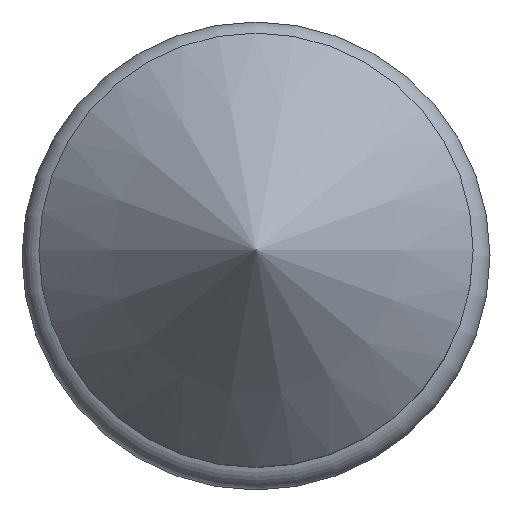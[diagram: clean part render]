
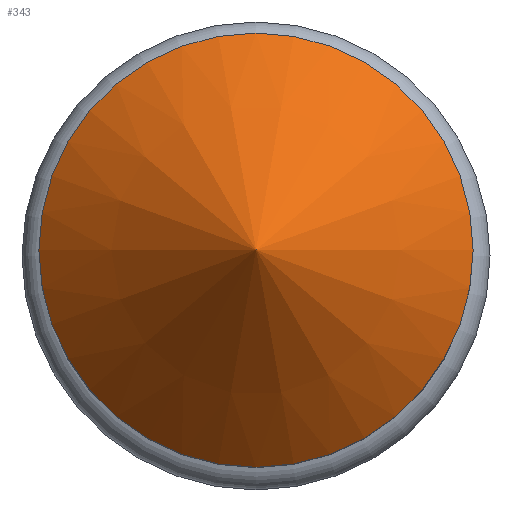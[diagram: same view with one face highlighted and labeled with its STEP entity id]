
A CAD part, top view. The second image highlights one B-rep face of the part: STEP entity #343.
In plain terms, the highlighted conical face has half-angle 45 degrees and reference radius 0.45 mm.
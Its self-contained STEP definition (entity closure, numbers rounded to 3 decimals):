
#50=CONICAL_SURFACE('',#440,0.45,0.785);
#79=FACE_OUTER_BOUND('',#101,.T.);
#101=EDGE_LOOP('',(#312,#313,#314,#315));
#112=LINE('',#685,#122);
#122=VECTOR('',#573,0.45);
#154=CIRCLE('',#438,0.45);
#155=CIRCLE('',#439,0.45);
#186=VERTEX_POINT('',#678);
#187=VERTEX_POINT('',#679);
#188=VERTEX_POINT('',#684);
#228=EDGE_CURVE('',#186,#187,#154,.T.);
#229=EDGE_CURVE('',#187,#186,#155,.T.);
#231=EDGE_CURVE('',#188,#187,#112,.T.);
#312=ORIENTED_EDGE('',*,*,#231,.T.);
#313=ORIENTED_EDGE('',*,*,#229,.T.);
#314=ORIENTED_EDGE('',*,*,#228,.T.);
#315=ORIENTED_EDGE('',*,*,#231,.F.);
#343=ADVANCED_FACE('',(#79),#50,.T.);
#438=AXIS2_PLACEMENT_3D('',#680,#566,#567);
#439=AXIS2_PLACEMENT_3D('',#681,#568,#569);
#440=AXIS2_PLACEMENT_3D('',#683,#571,#572);
#566=DIRECTION('center_axis',(0.,0.,1.));
#567=DIRECTION('ref_axis',(1.,0.,0.));
#568=DIRECTION('center_axis',(0.,0.,1.));
#569=DIRECTION('ref_axis',(1.,0.,0.));
#571=DIRECTION('center_axis',(0.,0.,-1.));
#572=DIRECTION('ref_axis',(1.,0.,0.));
#573=DIRECTION('',(-0.707,0.,-0.707));
#678=CARTESIAN_POINT('',(0.45,0.,6.95));
#679=CARTESIAN_POINT('',(-0.45,0.,6.95));
#680=CARTESIAN_POINT('Origin',(0.,0.,6.95));
#681=CARTESIAN_POINT('Origin',(0.,0.,6.95));
#683=CARTESIAN_POINT('Origin',(0.,0.,6.95));
#684=CARTESIAN_POINT('',(0.,0.,7.4));
#685=CARTESIAN_POINT('',(-0.45,0.,6.95));
